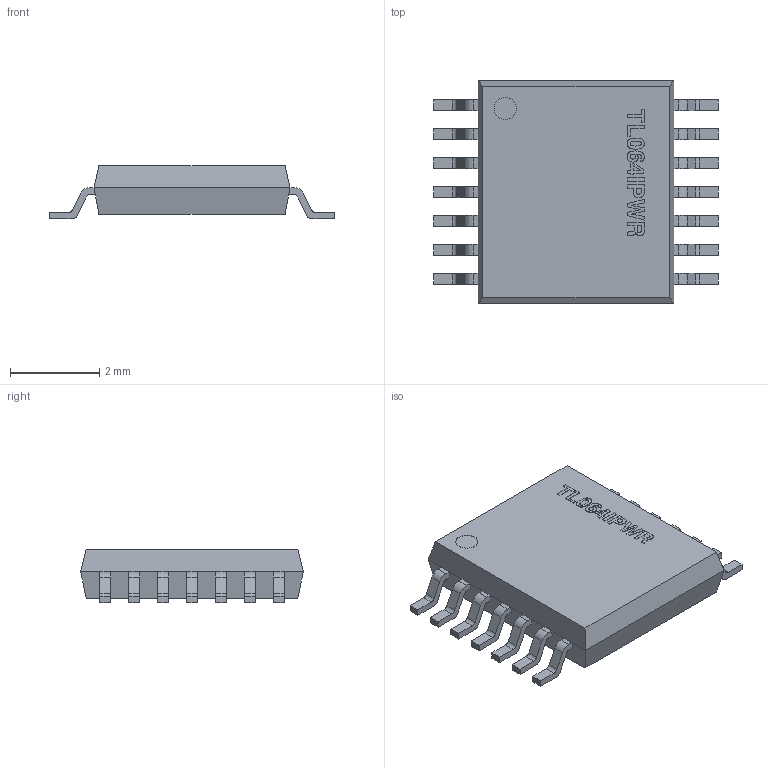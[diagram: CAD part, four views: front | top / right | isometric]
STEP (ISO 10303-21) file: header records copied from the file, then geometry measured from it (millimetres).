
FILE_DESCRIPTION(('FreeCAD Model'),'2;1');
FILE_NAME('Texas_Instruments_TL064IPWR.step','2019-07-23T16:44:03',( 'Author'),(''),'Open CASCADE STEP processor 7.3','FreeCAD','Unknown' );
FILE_SCHEMA(('AUTOMOTIVE_DESIGN { 1 0 10303 214 1 1 1 1 }'));
Length unit declared in the file: millimetre
Products named in the file (1): TL064IPWR
Bounding box: 6.4 x 5 x 1.21 mm (x, y, z)
Volume: 23.7 mm3; surface area: 75.2 mm2
Topology: 1 solids, 1 shells, 355 faces, 982 edges, 644 vertices
Faces by surface type: plane 207, extrusion 83, cylinder 57, bspline 8
Full cylindrical faces by diameter (mm): 0.5 x1
Entity records: 13852 total; most frequent: CARTESIAN_POINT 2638, ORIENTED_EDGE 1964, DIRECTION 1493, EDGE_CURVE 982, VECTOR 735, LINE 652, VERTEX_POINT 644, AXIS2_PLACEMENT_3D 379
